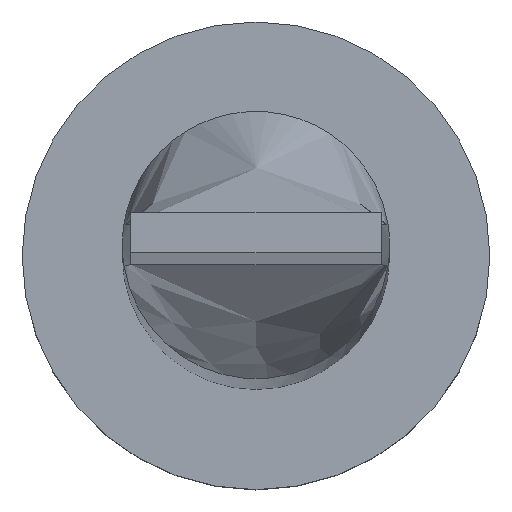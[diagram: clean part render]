
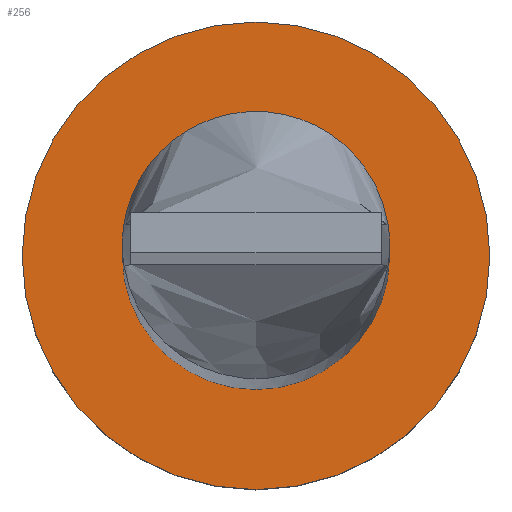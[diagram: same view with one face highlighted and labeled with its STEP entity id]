
A CAD part, top view. The second image highlights one B-rep face of the part: STEP entity #256.
In plain terms, the highlighted planar face has unit normal (0, 0, 1).
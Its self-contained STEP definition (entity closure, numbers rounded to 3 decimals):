
#42 = DIRECTION ( 'NONE',  ( 1., 0., 0. ) ) ;
#54 = FACE_BOUND ( 'NONE', #578, .T. ) ;
#75 = EDGE_LOOP ( 'NONE', ( #265, #198 ) ) ;
#79 = CARTESIAN_POINT ( 'NONE',  ( 0., 0., 5. ) ) ;
#97 = VERTEX_POINT ( 'NONE', #136 ) ;
#110 = EDGE_CURVE ( 'NONE', #121, #97, #239, .T. ) ;
#121 = VERTEX_POINT ( 'NONE', #336 ) ;
#123 = DIRECTION ( 'NONE',  ( 0., 0., 1. ) ) ;
#133 = DIRECTION ( 'NONE',  ( 0., 0., 1. ) ) ;
#136 = CARTESIAN_POINT ( 'NONE',  ( -4., 0., 5. ) ) ;
#139 = VERTEX_POINT ( 'NONE', #542 ) ;
#143 = CIRCLE ( 'NONE', #479, 7. ) ;
#152 = DIRECTION ( 'NONE',  ( 0., 0., 1. ) ) ;
#169 = CARTESIAN_POINT ( 'NONE',  ( 0., 0., 5. ) ) ;
#170 = DIRECTION ( 'NONE',  ( 1., 0., 0. ) ) ;
#198 = ORIENTED_EDGE ( 'NONE', *, *, #391, .T. ) ;
#200 = EDGE_CURVE ( 'NONE', #97, #121, #507, .T. ) ;
#205 = CARTESIAN_POINT ( 'NONE',  ( 0., 0., 5. ) ) ;
#216 = DIRECTION ( 'NONE',  ( 0., 0., 1. ) ) ;
#239 = CIRCLE ( 'NONE', #253, 4. ) ;
#250 = DIRECTION ( 'NONE',  ( 0., 0., 1. ) ) ;
#253 = AXIS2_PLACEMENT_3D ( 'NONE', #485, #250, #302 ) ;
#256 = ADVANCED_FACE ( 'NONE', ( #54, #403 ), #366, .T. ) ;
#265 = ORIENTED_EDGE ( 'NONE', *, *, #493, .T. ) ;
#291 = AXIS2_PLACEMENT_3D ( 'NONE', #548, #152, #320 ) ;
#302 = DIRECTION ( 'NONE',  ( 1., 0., 0. ) ) ;
#320 = DIRECTION ( 'NONE',  ( 1., 0., 0. ) ) ;
#325 = VERTEX_POINT ( 'NONE', #342 ) ;
#334 = AXIS2_PLACEMENT_3D ( 'NONE', #79, #216, #42 ) ;
#336 = CARTESIAN_POINT ( 'NONE',  ( 4., 0., 5. ) ) ;
#342 = CARTESIAN_POINT ( 'NONE',  ( -7., 0., 5. ) ) ;
#366 = PLANE ( 'NONE',  #291 ) ;
#391 = EDGE_CURVE ( 'NONE', #139, #325, #143, .T. ) ;
#403 = FACE_OUTER_BOUND ( 'NONE', #75, .T. ) ;
#417 = ORIENTED_EDGE ( 'NONE', *, *, #110, .F. ) ;
#423 = DIRECTION ( 'NONE',  ( 1., 0., 0. ) ) ;
#429 = AXIS2_PLACEMENT_3D ( 'NONE', #169, #133, #170 ) ;
#478 = CIRCLE ( 'NONE', #429, 7. ) ;
#479 = AXIS2_PLACEMENT_3D ( 'NONE', #205, #123, #423 ) ;
#485 = CARTESIAN_POINT ( 'NONE',  ( 0., 0., 5. ) ) ;
#493 = EDGE_CURVE ( 'NONE', #325, #139, #478, .T. ) ;
#507 = CIRCLE ( 'NONE', #334, 4. ) ;
#524 = ORIENTED_EDGE ( 'NONE', *, *, #200, .F. ) ;
#542 = CARTESIAN_POINT ( 'NONE',  ( 7., 0., 5. ) ) ;
#548 = CARTESIAN_POINT ( 'NONE',  ( 0., 0., 5. ) ) ;
#578 = EDGE_LOOP ( 'NONE', ( #524, #417 ) ) ;
